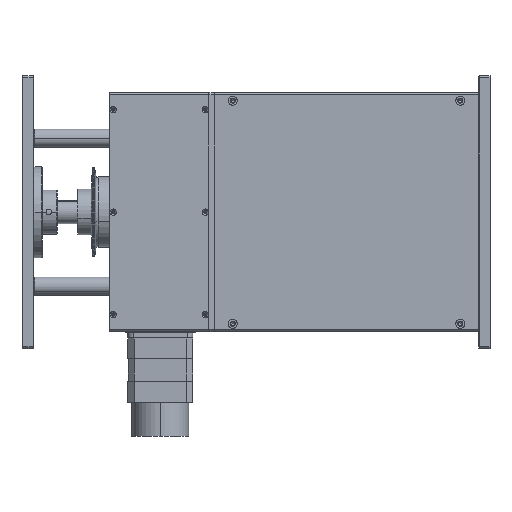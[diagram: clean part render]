
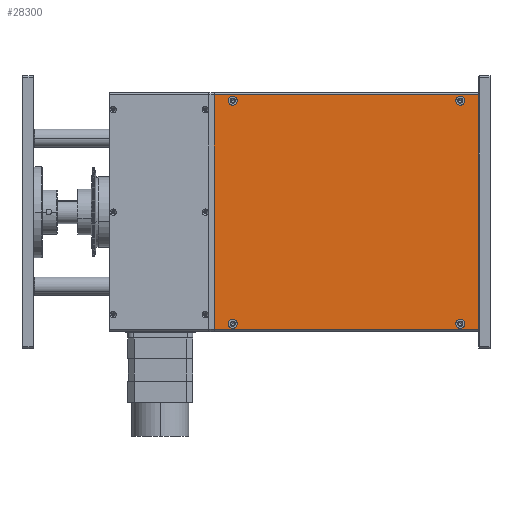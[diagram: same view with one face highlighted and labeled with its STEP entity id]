
A CAD part, left-side view. The second image highlights one B-rep face of the part: STEP entity #28300.
In plain terms, the highlighted face is planar.
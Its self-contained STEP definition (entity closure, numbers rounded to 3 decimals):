
#1436 = VERTEX_POINT ( 'NONE', #41336 ) ;
#1742 = CARTESIAN_POINT ( 'NONE',  ( -98., 10., 100. ) ) ;
#1782 = DIRECTION ( 'NONE',  ( 0., 1., 0. ) ) ;
#1843 = VERTEX_POINT ( 'NONE', #21198 ) ;
#1960 = CARTESIAN_POINT ( 'NONE',  ( 98., 10., -100. ) ) ;
#1981 = AXIS2_PLACEMENT_3D ( 'NONE', #1960, #1782, #30330 ) ;
#1997 = ORIENTED_EDGE ( 'NONE', *, *, #10068, .T. ) ;
#2026 = EDGE_CURVE ( 'NONE', #1436, #32481, #41800, .T. ) ;
#2116 = CARTESIAN_POINT ( 'NONE',  ( -98., 10., 100. ) ) ;
#2134 = CIRCLE ( 'NONE', #29415, 4. ) ;
#2180 = LINE ( 'NONE', #47551, #32208 ) ;
#2809 = AXIS2_PLACEMENT_3D ( 'NONE', #10184, #14188, #5992 ) ;
#3356 = DIRECTION ( 'NONE',  ( 0., 1., 0. ) ) ;
#3618 = EDGE_CURVE ( 'NONE', #12258, #45518, #2134, .T. ) ;
#4217 = CIRCLE ( 'NONE', #40209, 4. ) ;
#5855 = EDGE_CURVE ( 'NONE', #25542, #22041, #50217, .T. ) ;
#5992 = DIRECTION ( 'NONE',  ( 0., 0., 1. ) ) ;
#8820 = CARTESIAN_POINT ( 'NONE',  ( -98., 10., -104. ) ) ;
#9221 = CARTESIAN_POINT ( 'NONE',  ( -103., 10., 116. ) ) ;
#9238 = DIRECTION ( 'NONE',  ( 0., 1., 0. ) ) ;
#9286 = DIRECTION ( 'NONE',  ( 0., 1., 0. ) ) ;
#9566 = CARTESIAN_POINT ( 'NONE',  ( -103., 10., -116. ) ) ;
#9627 = DIRECTION ( 'NONE',  ( 0., 0., 1. ) ) ;
#9679 = ORIENTED_EDGE ( 'NONE', *, *, #12918, .F. ) ;
#9712 = CARTESIAN_POINT ( 'NONE',  ( 98., 10., 104. ) ) ;
#9713 = CARTESIAN_POINT ( 'NONE',  ( 98., 10., -96. ) ) ;
#9764 = CARTESIAN_POINT ( 'NONE',  ( 103., 10., -116. ) ) ;
#10068 = EDGE_CURVE ( 'NONE', #22041, #1436, #34656, .T. ) ;
#10173 = DIRECTION ( 'NONE',  ( 0., 1., 0. ) ) ;
#10184 = CARTESIAN_POINT ( 'NONE',  ( 0., 10., 0. ) ) ;
#11720 = AXIS2_PLACEMENT_3D ( 'NONE', #33252, #9238, #24472 ) ;
#12032 = CARTESIAN_POINT ( 'NONE',  ( -98., 10., 104. ) ) ;
#12258 = VERTEX_POINT ( 'NONE', #9712 ) ;
#12907 = CIRCLE ( 'NONE', #43652, 4. ) ;
#12918 = EDGE_CURVE ( 'NONE', #37801, #1843, #4217, .T. ) ;
#14135 = EDGE_CURVE ( 'NONE', #45518, #12258, #16027, .T. ) ;
#14188 = DIRECTION ( 'NONE',  ( 0., 1., 0. ) ) ;
#14216 = CARTESIAN_POINT ( 'NONE',  ( 103., 10., 116. ) ) ;
#14313 = DIRECTION ( 'NONE',  ( 0., 1., 0. ) ) ;
#14543 = CARTESIAN_POINT ( 'NONE',  ( -105., 10., -116. ) ) ;
#15095 = CARTESIAN_POINT ( 'NONE',  ( 98., 10., 96. ) ) ;
#15965 = ORIENTED_EDGE ( 'NONE', *, *, #2026, .T. ) ;
#16027 = CIRCLE ( 'NONE', #11720, 4. ) ;
#16151 = AXIS2_PLACEMENT_3D ( 'NONE', #21812, #14313, #23372 ) ;
#17631 = ORIENTED_EDGE ( 'NONE', *, *, #51740, .T. ) ;
#18578 = FACE_BOUND ( 'NONE', #47450, .T. ) ;
#19087 = ORIENTED_EDGE ( 'NONE', *, *, #51673, .F. ) ;
#19373 = CARTESIAN_POINT ( 'NONE',  ( -98., 10., -96. ) ) ;
#19896 = VERTEX_POINT ( 'NONE', #19373 ) ;
#20268 = ORIENTED_EDGE ( 'NONE', *, *, #25152, .F. ) ;
#20822 = VERTEX_POINT ( 'NONE', #9713 ) ;
#21198 = CARTESIAN_POINT ( 'NONE',  ( -98., 10., 96. ) ) ;
#21330 = EDGE_LOOP ( 'NONE', ( #51890, #1997, #15965, #17631 ) ) ;
#21812 = CARTESIAN_POINT ( 'NONE',  ( -98., 10., -100. ) ) ;
#21874 = VECTOR ( 'NONE', #46193, 1000. ) ;
#22041 = VERTEX_POINT ( 'NONE', #14216 ) ;
#22331 = FACE_BOUND ( 'NONE', #49198, .T. ) ;
#22579 = DIRECTION ( 'NONE',  ( 0., 1., 0. ) ) ;
#23108 = DIRECTION ( 'NONE',  ( 0., 0., 1. ) ) ;
#23372 = DIRECTION ( 'NONE',  ( 0., 0., 1. ) ) ;
#24293 = EDGE_CURVE ( 'NONE', #1843, #37801, #12907, .T. ) ;
#24472 = DIRECTION ( 'NONE',  ( 0., 0., 1. ) ) ;
#25152 = EDGE_CURVE ( 'NONE', #41000, #19896, #34745, .T. ) ;
#25542 = VERTEX_POINT ( 'NONE', #9221 ) ;
#26106 = CIRCLE ( 'NONE', #47913, 4. ) ;
#26152 = FACE_OUTER_BOUND ( 'NONE', #21330, .T. ) ;
#26285 = ORIENTED_EDGE ( 'NONE', *, *, #24293, .F. ) ;
#26493 = VECTOR ( 'NONE', #34309, 1000. ) ;
#28300 = ADVANCED_FACE ( 'NONE', ( #41185, #33031, #18578, #22331, #26152 ), #50372, .T. ) ;
#29415 = AXIS2_PLACEMENT_3D ( 'NONE', #51083, #22579, #35068 ) ;
#29426 = EDGE_LOOP ( 'NONE', ( #33415, #47209 ) ) ;
#29530 = EDGE_CURVE ( 'NONE', #19896, #41000, #26106, .T. ) ;
#29895 = AXIS2_PLACEMENT_3D ( 'NONE', #43842, #3356, #23108 ) ;
#30247 = CARTESIAN_POINT ( 'NONE',  ( -105., 10., 116. ) ) ;
#30330 = DIRECTION ( 'NONE',  ( 0., 0., 1. ) ) ;
#31069 = DIRECTION ( 'NONE',  ( 0., 1., 0. ) ) ;
#31789 = VERTEX_POINT ( 'NONE', #49791 ) ;
#32208 = VECTOR ( 'NONE', #47181, 1000. ) ;
#32481 = VERTEX_POINT ( 'NONE', #9566 ) ;
#32966 = CIRCLE ( 'NONE', #1981, 4. ) ;
#33031 = FACE_BOUND ( 'NONE', #29426, .T. ) ;
#33252 = CARTESIAN_POINT ( 'NONE',  ( 98., 10., 100. ) ) ;
#33415 = ORIENTED_EDGE ( 'NONE', *, *, #3618, .F. ) ;
#33848 = DIRECTION ( 'NONE',  ( 0., 0., 1. ) ) ;
#34309 = DIRECTION ( 'NONE',  ( 0., 0., -1. ) ) ;
#34656 = LINE ( 'NONE', #9764, #26493 ) ;
#34745 = CIRCLE ( 'NONE', #16151, 4. ) ;
#35068 = DIRECTION ( 'NONE',  ( 0., 0., 1. ) ) ;
#35249 = ORIENTED_EDGE ( 'NONE', *, *, #29530, .F. ) ;
#37801 = VERTEX_POINT ( 'NONE', #12032 ) ;
#37894 = EDGE_LOOP ( 'NONE', ( #35249, #20268 ) ) ;
#40209 = AXIS2_PLACEMENT_3D ( 'NONE', #2116, #10173, #33848 ) ;
#41000 = VERTEX_POINT ( 'NONE', #8820 ) ;
#41185 = FACE_BOUND ( 'NONE', #37894, .T. ) ;
#41336 = CARTESIAN_POINT ( 'NONE',  ( 103., 10., -116. ) ) ;
#41800 = LINE ( 'NONE', #14543, #49993 ) ;
#42092 = DIRECTION ( 'NONE',  ( -1., 0., 0. ) ) ;
#42117 = ORIENTED_EDGE ( 'NONE', *, *, #50414, .F. ) ;
#43355 = CARTESIAN_POINT ( 'NONE',  ( -98., 10., -100. ) ) ;
#43544 = CIRCLE ( 'NONE', #29895, 4. ) ;
#43652 = AXIS2_PLACEMENT_3D ( 'NONE', #1742, #9286, #9627 ) ;
#43842 = CARTESIAN_POINT ( 'NONE',  ( 98., 10., -100. ) ) ;
#45518 = VERTEX_POINT ( 'NONE', #15095 ) ;
#46193 = DIRECTION ( 'NONE',  ( 1., 0., 0. ) ) ;
#47181 = DIRECTION ( 'NONE',  ( 0., 0., 1. ) ) ;
#47209 = ORIENTED_EDGE ( 'NONE', *, *, #14135, .F. ) ;
#47410 = DIRECTION ( 'NONE',  ( 0., 0., 1. ) ) ;
#47450 = EDGE_LOOP ( 'NONE', ( #19087, #42117 ) ) ;
#47551 = CARTESIAN_POINT ( 'NONE',  ( -103., 10., 116. ) ) ;
#47913 = AXIS2_PLACEMENT_3D ( 'NONE', #43355, #31069, #47410 ) ;
#49198 = EDGE_LOOP ( 'NONE', ( #9679, #26285 ) ) ;
#49791 = CARTESIAN_POINT ( 'NONE',  ( 98., 10., -104. ) ) ;
#49993 = VECTOR ( 'NONE', #42092, 1000. ) ;
#50217 = LINE ( 'NONE', #30247, #21874 ) ;
#50372 = PLANE ( 'NONE',  #2809 ) ;
#50414 = EDGE_CURVE ( 'NONE', #31789, #20822, #32966, .T. ) ;
#51083 = CARTESIAN_POINT ( 'NONE',  ( 98., 10., 100. ) ) ;
#51673 = EDGE_CURVE ( 'NONE', #20822, #31789, #43544, .T. ) ;
#51740 = EDGE_CURVE ( 'NONE', #32481, #25542, #2180, .T. ) ;
#51890 = ORIENTED_EDGE ( 'NONE', *, *, #5855, .T. ) ;
